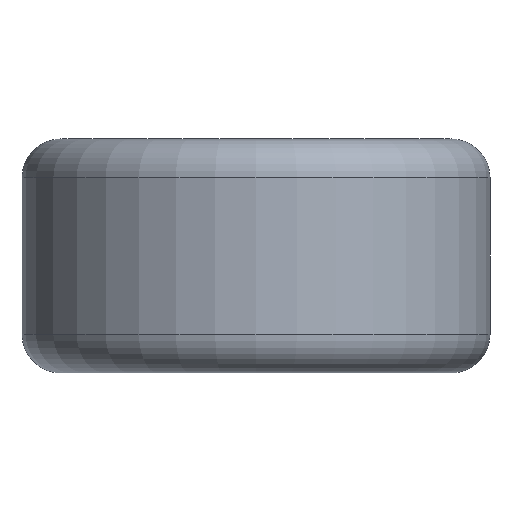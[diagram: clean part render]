
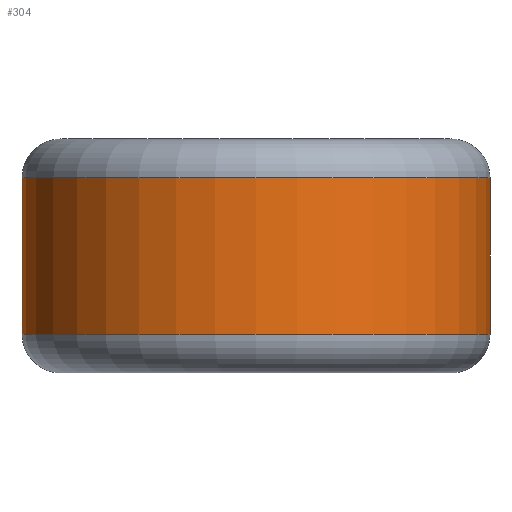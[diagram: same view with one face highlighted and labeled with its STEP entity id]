
A CAD part, front view. The second image highlights one B-rep face of the part: STEP entity #304.
In plain terms, the highlighted cylindrical face has radius 59 mm (diameter 118 mm), a partial arc.
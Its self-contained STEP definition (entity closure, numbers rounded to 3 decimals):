
#76=CARTESIAN_POINT('',(-59.,-0.,9.75));
#77=VERTEX_POINT('',#76);
#86=CARTESIAN_POINT('',(59.,0.,9.75));
#87=VERTEX_POINT('',#86);
#95=CARTESIAN_POINT('',(0.,0.,9.75));
#96=DIRECTION('',(0.,0.,-1.));
#97=DIRECTION('',(1.,0.,0.));
#98=AXIS2_PLACEMENT_3D('',#95,#96,#97);
#99=CIRCLE('',#98,59.);
#100=EDGE_CURVE('',#87,#77,#99,.T.);
#110=CARTESIAN_POINT('',(59.,0.,49.25));
#111=VERTEX_POINT('',#110);
#112=CARTESIAN_POINT('',(59.,0.,49.25));
#113=DIRECTION('',(0.,0.,-1.));
#114=VECTOR('',#113,39.5);
#115=LINE('',#112,#114);
#116=EDGE_CURVE('',#111,#87,#115,.T.);
#125=CARTESIAN_POINT('',(-59.,-0.,49.25));
#126=VERTEX_POINT('',#125);
#127=CARTESIAN_POINT('',(-59.,-0.,9.75));
#128=DIRECTION('',(0.,0.,1.));
#129=VECTOR('',#128,39.5);
#130=LINE('',#127,#129);
#131=EDGE_CURVE('',#77,#126,#130,.T.);
#157=CARTESIAN_POINT('',(0.,0.,49.25));
#158=DIRECTION('',(0.,0.,-1.));
#159=DIRECTION('',(1.,0.,0.));
#160=AXIS2_PLACEMENT_3D('',#157,#158,#159);
#161=CIRCLE('',#160,59.);
#162=EDGE_CURVE('',#111,#126,#161,.T.);
#293=CARTESIAN_POINT('',(0.,0.,29.5));
#294=DIRECTION('',(0.,0.,-1.));
#295=DIRECTION('',(1.,0.,0.));
#296=AXIS2_PLACEMENT_3D('',#293,#294,#295);
#297=CYLINDRICAL_SURFACE('',#296,59.);
#298=ORIENTED_EDGE('',*,*,#116,.F.);
#299=ORIENTED_EDGE('',*,*,#162,.T.);
#300=ORIENTED_EDGE('',*,*,#131,.F.);
#301=ORIENTED_EDGE('',*,*,#100,.F.);
#302=EDGE_LOOP('',(#298,#299,#300,#301));
#303=FACE_BOUND('',#302,.T.);
#304=ADVANCED_FACE('NONE',(#303),#297,.T.);
